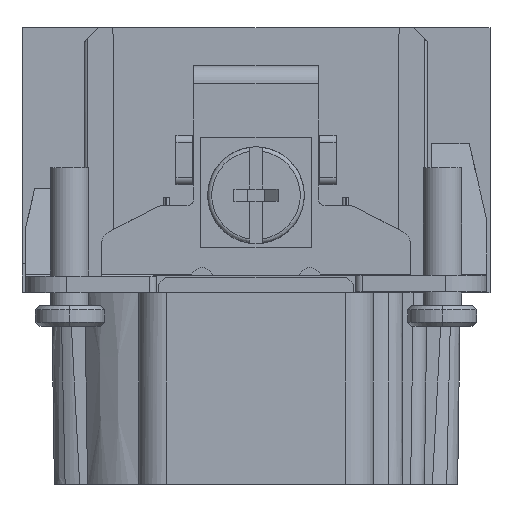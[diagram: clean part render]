
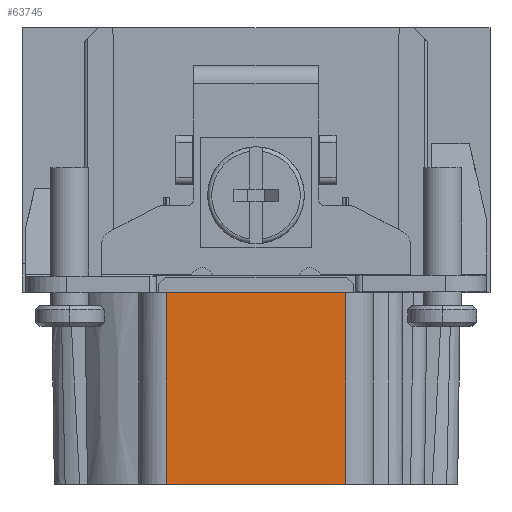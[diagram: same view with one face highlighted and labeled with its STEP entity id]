
A CAD part, front view. The second image highlights one B-rep face of the part: STEP entity #63745.
In plain terms, the highlighted planar face has unit normal (0, -1, 0).
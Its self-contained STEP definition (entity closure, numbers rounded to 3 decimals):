
#15682=DIRECTION('',(0.,0.,1.));
#15683=VECTOR('',#15682,13.9);
#15684=CARTESIAN_POINT('',(-6.5,-55.4,0.1));
#15685=LINE('',#15684,#15683);
#15686=DIRECTION('',(1.,0.,0.));
#15687=VECTOR('',#15686,13.);
#15688=CARTESIAN_POINT('',(-6.5,-55.4,14.));
#15689=LINE('',#15688,#15687);
#15690=DIRECTION('',(0.,0.,-1.));
#15691=VECTOR('',#15690,13.9);
#15692=CARTESIAN_POINT('',(6.5,-55.4,14.));
#15693=LINE('',#15692,#15691);
#15694=DIRECTION('',(-1.,0.,0.));
#15695=VECTOR('',#15694,13.);
#15696=CARTESIAN_POINT('',(6.5,-55.4,0.1));
#15697=LINE('',#15696,#15695);
#36838=CARTESIAN_POINT('',(-6.5,-55.4,0.1));
#36839=CARTESIAN_POINT('',(-6.5,-55.4,14.));
#36840=VERTEX_POINT('',#36838);
#36841=VERTEX_POINT('',#36839);
#36845=CARTESIAN_POINT('',(6.5,-55.4,0.1));
#36847=VERTEX_POINT('',#36845);
#36848=CARTESIAN_POINT('',(6.5,-55.4,14.));
#36849=VERTEX_POINT('',#36848);
#63733=CARTESIAN_POINT('',(-8.5,-55.4,0.1));
#63734=DIRECTION('',(0.,1.,0.));
#63735=DIRECTION('',(1.,0.,0.));
#63736=AXIS2_PLACEMENT_3D('',#63733,#63734,#63735);
#63737=PLANE('',#63736);
#63738=ORIENTED_EDGE('',*,*,#63726,.T.);
#63739=ORIENTED_EDGE('',*,*,#60966,.T.);
#63741=ORIENTED_EDGE('',*,*,#63740,.T.);
#63742=ORIENTED_EDGE('',*,*,#58049,.T.);
#63743=EDGE_LOOP('',(#63738,#63739,#63741,#63742));
#63744=FACE_OUTER_BOUND('',#63743,.F.);
#63745=ADVANCED_FACE('',(#63744),#63737,.F.);
#58049=EDGE_CURVE('',#36847,#36840,#15697,.T.);
#60966=EDGE_CURVE('',#36841,#36849,#15689,.T.);
#63726=EDGE_CURVE('',#36840,#36841,#15685,.T.);
#63740=EDGE_CURVE('',#36849,#36847,#15693,.T.);
